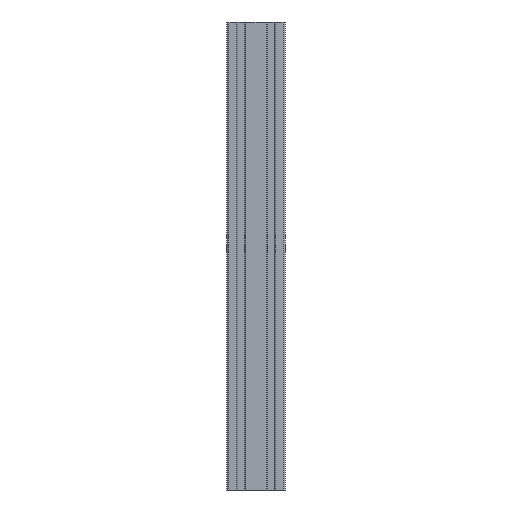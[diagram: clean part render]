
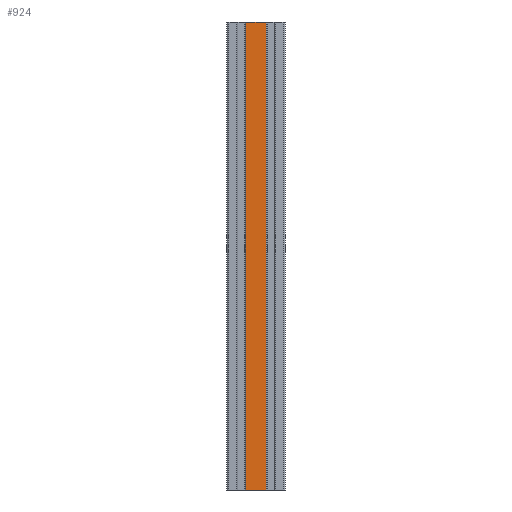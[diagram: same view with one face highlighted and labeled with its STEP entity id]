
A CAD part, front view. The second image highlights one B-rep face of the part: STEP entity #924.
In plain terms, the highlighted planar face has unit normal (0, -1, 0).
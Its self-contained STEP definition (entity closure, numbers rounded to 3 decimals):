
#84 = CARTESIAN_POINT ( 'NONE',  ( -31.386, -69.68, 0. ) ) ;
#95 = EDGE_CURVE ( 'NONE', #931, #3921, #6342, .T. ) ;
#111 = DIRECTION ( 'NONE',  ( 0., 0., -1. ) ) ;
#230 = DIRECTION ( 'NONE',  ( 0., 1., 0. ) ) ;
#612 = CARTESIAN_POINT ( 'NONE',  ( -17.662, -69.68, 320. ) ) ;
#924 = ADVANCED_FACE ( 'NONE', ( #2815 ), #5832, .F. ) ;
#931 = VERTEX_POINT ( 'NONE', #3775 ) ;
#1212 = VECTOR ( 'NONE', #4356, 1000. ) ;
#1565 = ORIENTED_EDGE ( 'NONE', *, *, #2719, .T. ) ;
#1881 = LINE ( 'NONE', #6092, #3254 ) ;
#2463 = VECTOR ( 'NONE', #5617, 1000. ) ;
#2719 = EDGE_CURVE ( 'NONE', #931, #3494, #1881, .T. ) ;
#2733 = LINE ( 'NONE', #612, #2974 ) ;
#2815 = FACE_OUTER_BOUND ( 'NONE', #3081, .T. ) ;
#2974 = VECTOR ( 'NONE', #111, 1000. ) ;
#3081 = EDGE_LOOP ( 'NONE', ( #5464, #4047, #3182, #1565 ) ) ;
#3182 = ORIENTED_EDGE ( 'NONE', *, *, #95, .F. ) ;
#3254 = VECTOR ( 'NONE', #4038, 1000. ) ;
#3273 = DIRECTION ( 'NONE',  ( 0., 0., 1. ) ) ;
#3338 = CARTESIAN_POINT ( 'NONE',  ( -31.386, -69.68, 320. ) ) ;
#3494 = VERTEX_POINT ( 'NONE', #4977 ) ;
#3654 = AXIS2_PLACEMENT_3D ( 'NONE', #3338, #230, #3273 ) ;
#3747 = VERTEX_POINT ( 'NONE', #5294 ) ;
#3775 = CARTESIAN_POINT ( 'NONE',  ( -31.386, -69.68, 320. ) ) ;
#3921 = VERTEX_POINT ( 'NONE', #4431 ) ;
#4038 = DIRECTION ( 'NONE',  ( 0., 0., -1. ) ) ;
#4047 = ORIENTED_EDGE ( 'NONE', *, *, #5270, .F. ) ;
#4356 = DIRECTION ( 'NONE',  ( 1., 0., 0. ) ) ;
#4431 = CARTESIAN_POINT ( 'NONE',  ( -17.662, -69.68, 320. ) ) ;
#4977 = CARTESIAN_POINT ( 'NONE',  ( -31.386, -69.68, 0. ) ) ;
#5270 = EDGE_CURVE ( 'NONE', #3921, #3747, #2733, .T. ) ;
#5294 = CARTESIAN_POINT ( 'NONE',  ( -17.662, -69.68, 0. ) ) ;
#5464 = ORIENTED_EDGE ( 'NONE', *, *, #6484, .T. ) ;
#5586 = LINE ( 'NONE', #84, #2463 ) ;
#5617 = DIRECTION ( 'NONE',  ( 1., 0., 0. ) ) ;
#5832 = PLANE ( 'NONE',  #3654 ) ;
#6092 = CARTESIAN_POINT ( 'NONE',  ( -31.386, -69.68, 320. ) ) ;
#6342 = LINE ( 'NONE', #6444, #1212 ) ;
#6444 = CARTESIAN_POINT ( 'NONE',  ( -31.386, -69.68, 320. ) ) ;
#6484 = EDGE_CURVE ( 'NONE', #3494, #3747, #5586, .T. ) ;
